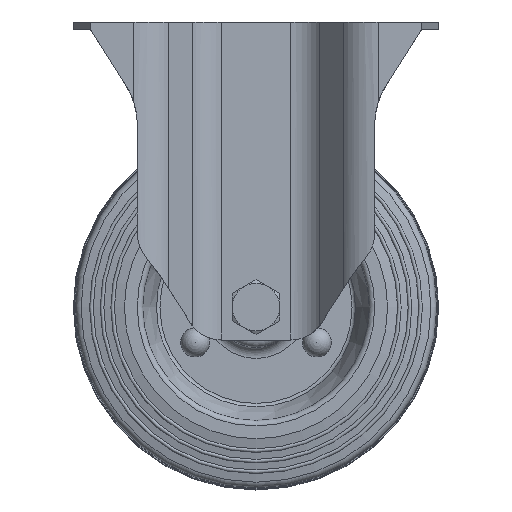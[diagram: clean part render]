
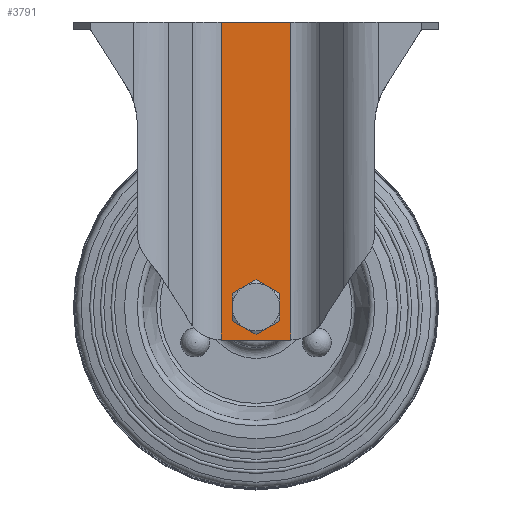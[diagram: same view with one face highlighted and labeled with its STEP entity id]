
A CAD part, top view. The second image highlights one B-rep face of the part: STEP entity #3791.
In plain terms, the highlighted planar face has unit normal (0, 0, 1).
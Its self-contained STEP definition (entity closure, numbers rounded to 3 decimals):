
#369=FACE_BOUND('',#894,.T.);
#457=CIRCLE('',#4284,4.);
#654=FACE_OUTER_BOUND('',#893,.T.);
#893=EDGE_LOOP('',(#2949,#2950,#2951,#2952));
#894=EDGE_LOOP('',(#2953));
#1126=LINE('',#6131,#1391);
#1197=LINE('',#6558,#1462);
#1216=LINE('',#6615,#1481);
#1217=LINE('',#6617,#1482);
#1391=VECTOR('',#4840,1000.);
#1462=VECTOR('',#5025,1000.);
#1481=VECTOR('',#5078,1000.);
#1482=VECTOR('',#5081,1000.);
#1698=VERTEX_POINT('',#6128);
#1699=VERTEX_POINT('',#6130);
#1809=VERTEX_POINT('',#6555);
#1810=VERTEX_POINT('',#6557);
#1832=VERTEX_POINT('',#6618);
#2097=EDGE_CURVE('',#1699,#1698,#1126,.T.);
#2227=EDGE_CURVE('',#1809,#1810,#1197,.T.);
#2259=EDGE_CURVE('',#1699,#1809,#1216,.T.);
#2260=EDGE_CURVE('',#1698,#1810,#1217,.T.);
#2261=EDGE_CURVE('',#1832,#1832,#457,.F.);
#2949=ORIENTED_EDGE('',*,*,#2227,.F.);
#2950=ORIENTED_EDGE('',*,*,#2259,.F.);
#2951=ORIENTED_EDGE('',*,*,#2097,.T.);
#2952=ORIENTED_EDGE('',*,*,#2260,.T.);
#2953=ORIENTED_EDGE('',*,*,#2261,.T.);
#3652=PLANE('',#4283);
#3791=ADVANCED_FACE('',(#654,#369),#3652,.T.);
#4283=AXIS2_PLACEMENT_3D('',#6616,#5079,#5080);
#4284=AXIS2_PLACEMENT_3D('',#6619,#5082,#5083);
#4840=DIRECTION('',(1.,0.,0.));
#5025=DIRECTION('',(1.,0.,0.));
#5078=DIRECTION('',(0.,1.,0.));
#5079=DIRECTION('center_axis',(0.,0.,1.));
#5080=DIRECTION('ref_axis',(1.,0.,0.));
#5081=DIRECTION('',(0.,1.,0.));
#5082=DIRECTION('center_axis',(0.,0.,1.));
#5083=DIRECTION('ref_axis',(1.,0.,0.));
#6128=CARTESIAN_POINT('',(9.475,-87.,25.5));
#6130=CARTESIAN_POINT('',(-9.475,-87.,25.5));
#6131=CARTESIAN_POINT('',(-9.475,-87.,25.5));
#6555=CARTESIAN_POINT('',(-9.475,0.,25.5));
#6557=CARTESIAN_POINT('',(9.475,0.,25.5));
#6558=CARTESIAN_POINT('',(-9.475,0.,25.5));
#6615=CARTESIAN_POINT('',(-9.475,-87.,25.5));
#6616=CARTESIAN_POINT('Origin',(-9.475,-87.,25.5));
#6617=CARTESIAN_POINT('',(9.475,-87.,25.5));
#6618=CARTESIAN_POINT('',(4.,-78.,25.5));
#6619=CARTESIAN_POINT('Origin',(0.,-78.,25.5));
